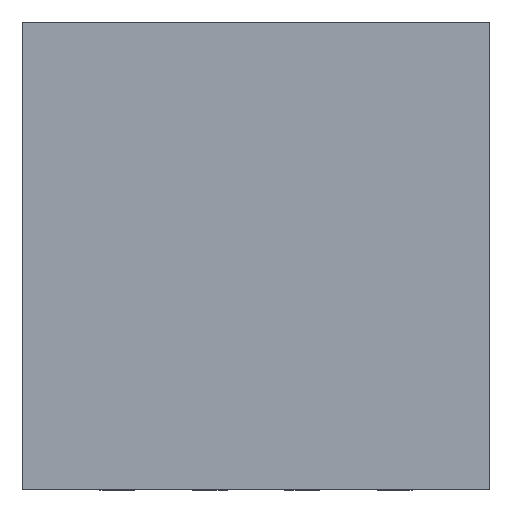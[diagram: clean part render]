
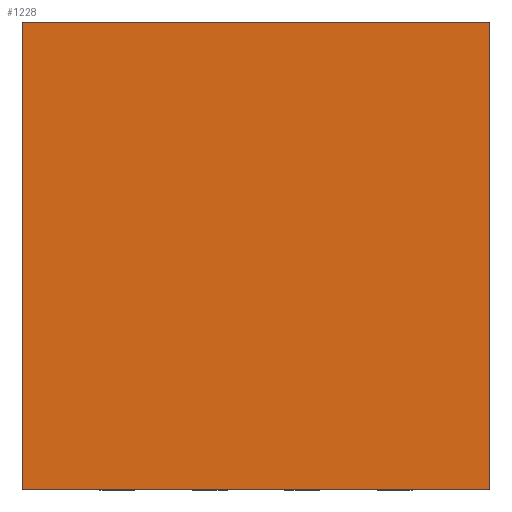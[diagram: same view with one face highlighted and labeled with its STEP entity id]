
A CAD part, top view. The second image highlights one B-rep face of the part: STEP entity #1228.
In plain terms, the highlighted planar face has unit normal (0, 0, 1).
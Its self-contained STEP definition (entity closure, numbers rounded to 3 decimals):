
#78=FACE_OUTER_BOUND('',#139,.T.);
#139=EDGE_LOOP('',(#1105,#1106,#1107,#1108));
#304=LINE('',#1929,#475);
#307=LINE('',#1934,#478);
#308=LINE('',#1937,#479);
#310=LINE('',#1940,#481);
#475=VECTOR('',#1581,10.);
#478=VECTOR('',#1586,10.);
#479=VECTOR('',#1589,10.);
#481=VECTOR('',#1593,10.);
#592=VERTEX_POINT('',#1926);
#593=VERTEX_POINT('',#1928);
#594=VERTEX_POINT('',#1932);
#595=VERTEX_POINT('',#1936);
#760=EDGE_CURVE('',#593,#592,#304,.T.);
#763=EDGE_CURVE('',#592,#594,#307,.T.);
#764=EDGE_CURVE('',#595,#593,#308,.T.);
#766=EDGE_CURVE('',#594,#595,#310,.T.);
#1105=ORIENTED_EDGE('',*,*,#763,.T.);
#1106=ORIENTED_EDGE('',*,*,#766,.T.);
#1107=ORIENTED_EDGE('',*,*,#764,.T.);
#1108=ORIENTED_EDGE('',*,*,#760,.T.);
#1168=PLANE('',#1302);
#1228=ADVANCED_FACE('',(#78),#1168,.T.);
#1302=AXIS2_PLACEMENT_3D('',#1941,#1594,#1595);
#1581=DIRECTION('',(0.,-1.,0.));
#1586=DIRECTION('',(1.,0.,0.));
#1589=DIRECTION('',(-1.,0.,0.));
#1593=DIRECTION('',(0.,1.,0.));
#1594=DIRECTION('center_axis',(0.,0.,1.));
#1595=DIRECTION('ref_axis',(1.,0.,0.));
#1926=CARTESIAN_POINT('',(-2.025,-2.025,0.8));
#1928=CARTESIAN_POINT('',(-2.025,2.025,0.8));
#1929=CARTESIAN_POINT('',(-2.025,-2.025,0.8));
#1932=CARTESIAN_POINT('',(2.025,-2.025,0.8));
#1934=CARTESIAN_POINT('',(2.025,-2.025,0.8));
#1936=CARTESIAN_POINT('',(2.025,2.025,0.8));
#1937=CARTESIAN_POINT('',(-2.025,2.025,0.8));
#1940=CARTESIAN_POINT('',(2.025,2.025,0.8));
#1941=CARTESIAN_POINT('Origin',(0.,0.,0.8));
